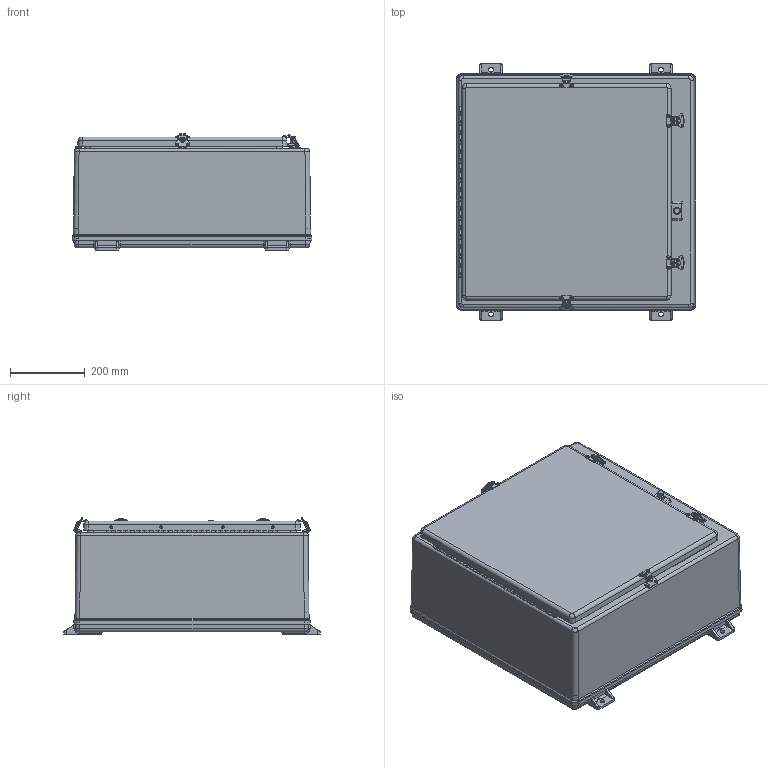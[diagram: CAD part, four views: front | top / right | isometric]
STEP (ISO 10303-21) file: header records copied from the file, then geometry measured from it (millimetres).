
FILE_DESCRIPTION (( 'STEP AP214' ), '1' );
FILE_NAME ('T242410HWT.STEP', '2018-11-08T00:35:14', ( '' ), ( '' ), 'SwSTEP 2.0', 'SolidWorks 2018', '' );
FILE_SCHEMA (( 'AUTOMOTIVE_DESIGN' ));
Length unit declared in the file: inch
Products named in the file (1): T242410HWT
Bounding box: 641.35 x 685.8 x 310.9 mm (x, y, z)
Volume: 8260026.9 mm3; surface area: 3438747.3 mm2
Topology: 56 solids, 56 shells, 1502 faces, 3631 edges, 2228 vertices
Faces by surface type: cylinder 594, plane 567, bspline 261, cone 40, torus 40
Full cylindrical faces by diameter (mm): 1.587 x4, 1.588 x12, 1.651 x8, 3.175 x37, 3.302 x48, 3.429 x8, 3.5 x8, 3.556 x16, 3.683 x2, 3.969 x8, 4.762 x8, 5.08 x8, 5.105 x1, 5.11 x1, 6.35 x1, 7.137 x6, 7.544 x8, 8.64 x2, 10.312 x1, 12.954 x2, 12.959 x2, 14.3 x4
Entity records: 74916 total; most frequent: CARTESIAN_POINT 21968, ORIENTED_EDGE 6536, DIRECTION 6443, EDGE_CURVE 3268, AXIS2_PLACEMENT_3D 2432, VERTEX_POINT 2183, EDGE_LOOP 2095, FACE_OUTER_BOUND 1758
